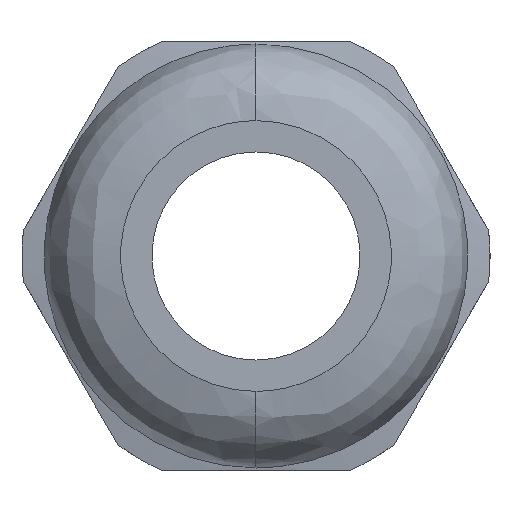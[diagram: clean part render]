
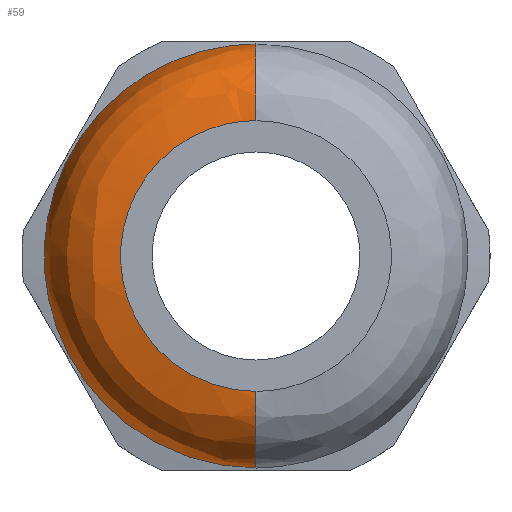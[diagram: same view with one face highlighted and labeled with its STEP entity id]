
A CAD part, left-side view. The second image highlights one B-rep face of the part: STEP entity #59.
In plain terms, the highlighted free-form (B-spline) face has degree [2, 2] with [9, 9] control points.
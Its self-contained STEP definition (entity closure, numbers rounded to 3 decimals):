
#59=ADVANCED_FACE('',(#175),#1477,.T.);
#175=FACE_OUTER_BOUND('',#285,.T.);
#285=EDGE_LOOP('',(#541,#542,#543,#544));
#541=ORIENTED_EDGE('',*,*,#934,.T.);
#542=ORIENTED_EDGE('',*,*,#936,.T.);
#543=ORIENTED_EDGE('',*,*,#935,.T.);
#544=ORIENTED_EDGE('',*,*,#933,.F.);
#933=EDGE_CURVE('',#1373,#1374,#1235,.T.);
#934=EDGE_CURVE('',#1373,#1375,#1236,.T.);
#935=EDGE_CURVE('',#1376,#1374,#1237,.T.);
#936=EDGE_CURVE('',#1375,#1376,#1238,.T.);
#1235=(
BOUNDED_CURVE()
B_SPLINE_CURVE(2,(#3364,#3365,#3366,#3367,#3368),.UNSPECIFIED.,.F.,.F.)
B_SPLINE_CURVE_WITH_KNOTS((3,2,3),(-21.756,-10.878,
0.),.UNSPECIFIED.)
CURVE()
GEOMETRIC_REPRESENTATION_ITEM()
RATIONAL_B_SPLINE_CURVE((1.,0.707,1.,0.707,1.))
REPRESENTATION_ITEM('')
);
#1236=(
BOUNDED_CURVE()
B_SPLINE_CURVE(2,(#3369,#3370,#3371),.UNSPECIFIED.,.F.,.F.)
B_SPLINE_CURVE_WITH_KNOTS((3,3),(0.,3.927),.UNSPECIFIED.)
CURVE()
GEOMETRIC_REPRESENTATION_ITEM()
RATIONAL_B_SPLINE_CURVE((1.,0.707,1.))
REPRESENTATION_ITEM('')
);
#1237=(
BOUNDED_CURVE()
B_SPLINE_CURVE(2,(#3372,#3373,#3374),.UNSPECIFIED.,.F.,.F.)
B_SPLINE_CURVE_WITH_KNOTS((3,3),(-3.927,0.),.UNSPECIFIED.)
CURVE()
GEOMETRIC_REPRESENTATION_ITEM()
RATIONAL_B_SPLINE_CURVE((1.,0.707,1.))
REPRESENTATION_ITEM('')
);
#1238=(
BOUNDED_CURVE()
B_SPLINE_CURVE(2,(#3375,#3376,#3377,#3378,#3379),.UNSPECIFIED.,.F.,.F.)
B_SPLINE_CURVE_WITH_KNOTS((3,2,3),(-13.902,-6.951,
0.),.UNSPECIFIED.)
CURVE()
GEOMETRIC_REPRESENTATION_ITEM()
RATIONAL_B_SPLINE_CURVE((1.,0.707,1.,0.707,1.))
REPRESENTATION_ITEM('')
);
#1373=VERTEX_POINT('',#3221);
#1374=VERTEX_POINT('',#3222);
#1375=VERTEX_POINT('',#3223);
#1376=VERTEX_POINT('',#3224);
#1477=(
BOUNDED_SURFACE()
B_SPLINE_SURFACE(2,2,((#2793,#2794,#2795,#2796,#2797,#2798,#2799,#2800,
#2801),(#2802,#2803,#2804,#2805,#2806,#2807,#2808,#2809,#2810),(#2811,#2812,
#2813,#2814,#2815,#2816,#2817,#2818,#2819),(#2820,#2821,#2822,#2823,#2824,
#2825,#2826,#2827,#2828),(#2829,#2830,#2831,#2832,#2833,#2834,#2835,#2836,
#2837),(#2838,#2839,#2840,#2841,#2842,#2843,#2844,#2845,#2846),(#2847,#2848,
#2849,#2850,#2851,#2852,#2853,#2854,#2855),(#2856,#2857,#2858,#2859,#2860,
#2861,#2862,#2863,#2864),(#2865,#2866,#2867,#2868,#2869,#2870,#2871,#2872,
#2873)),.UNSPECIFIED.,.T.,.F.,.F.)
B_SPLINE_SURFACE_WITH_KNOTS((3,2,2,2,3),(3,2,2,2,3),(0.,6.951,
13.902,20.852,27.803),(0.,3.927,
7.854,11.781,15.708),.UNSPECIFIED.)
GEOMETRIC_REPRESENTATION_ITEM()
RATIONAL_B_SPLINE_SURFACE(((1.,0.707,1.,0.707,1.,
0.707,1.,0.707,1.),(0.707,0.5,0.707,
0.5,0.707,0.5,0.707,0.5,0.707),(1.,
0.707,1.,0.707,1.,0.707,1.,0.707,
1.),(0.707,0.5,0.707,0.5,0.707,0.5,
0.707,0.5,0.707),(1.,0.707,1.,0.707,
1.,0.707,1.,0.707,1.),(0.707,0.5,0.707,
0.5,0.707,0.5,0.707,0.5,0.707),(1.,
0.707,1.,0.707,1.,0.707,1.,0.707,
1.),(0.707,0.5,0.707,0.5,0.707,0.5,
0.707,0.5,0.707),(1.,0.707,1.,0.707,
1.,0.707,1.,0.707,1.)))
REPRESENTATION_ITEM('')
SURFACE()
);
#2793=CARTESIAN_POINT('',(-27.5,-6.925,0.));
#2794=CARTESIAN_POINT('',(-30.,-6.925,0.));
#2795=CARTESIAN_POINT('',(-30.,-4.425,0.));
#2796=CARTESIAN_POINT('',(-30.,-1.925,0.));
#2797=CARTESIAN_POINT('',(-27.5,-1.925,0.));
#2798=CARTESIAN_POINT('',(-25.,-1.925,0.));
#2799=CARTESIAN_POINT('',(-25.,-4.425,0.));
#2800=CARTESIAN_POINT('',(-25.,-6.925,0.));
#2801=CARTESIAN_POINT('',(-27.5,-6.925,0.));
#2802=CARTESIAN_POINT('',(-27.5,-6.925,6.925));
#2803=CARTESIAN_POINT('',(-30.,-6.925,6.925));
#2804=CARTESIAN_POINT('',(-30.,-4.425,4.425));
#2805=CARTESIAN_POINT('',(-30.,-1.925,1.925));
#2806=CARTESIAN_POINT('',(-27.5,-1.925,1.925));
#2807=CARTESIAN_POINT('',(-25.,-1.925,1.925));
#2808=CARTESIAN_POINT('',(-25.,-4.425,4.425));
#2809=CARTESIAN_POINT('',(-25.,-6.925,6.925));
#2810=CARTESIAN_POINT('',(-27.5,-6.925,6.925));
#2811=CARTESIAN_POINT('',(-27.5,0.,6.925));
#2812=CARTESIAN_POINT('',(-30.,0.,6.925));
#2813=CARTESIAN_POINT('',(-30.,0.,4.425));
#2814=CARTESIAN_POINT('',(-30.,0.,1.925));
#2815=CARTESIAN_POINT('',(-27.5,0.,1.925));
#2816=CARTESIAN_POINT('',(-25.,0.,1.925));
#2817=CARTESIAN_POINT('',(-25.,0.,4.425));
#2818=CARTESIAN_POINT('',(-25.,0.,6.925));
#2819=CARTESIAN_POINT('',(-27.5,0.,6.925));
#2820=CARTESIAN_POINT('',(-27.5,6.925,6.925));
#2821=CARTESIAN_POINT('',(-30.,6.925,6.925));
#2822=CARTESIAN_POINT('',(-30.,4.425,4.425));
#2823=CARTESIAN_POINT('',(-30.,1.925,1.925));
#2824=CARTESIAN_POINT('',(-27.5,1.925,1.925));
#2825=CARTESIAN_POINT('',(-25.,1.925,1.925));
#2826=CARTESIAN_POINT('',(-25.,4.425,4.425));
#2827=CARTESIAN_POINT('',(-25.,6.925,6.925));
#2828=CARTESIAN_POINT('',(-27.5,6.925,6.925));
#2829=CARTESIAN_POINT('',(-27.5,6.925,0.));
#2830=CARTESIAN_POINT('',(-30.,6.925,0.));
#2831=CARTESIAN_POINT('',(-30.,4.425,0.));
#2832=CARTESIAN_POINT('',(-30.,1.925,0.));
#2833=CARTESIAN_POINT('',(-27.5,1.925,0.));
#2834=CARTESIAN_POINT('',(-25.,1.925,0.));
#2835=CARTESIAN_POINT('',(-25.,4.425,0.));
#2836=CARTESIAN_POINT('',(-25.,6.925,0.));
#2837=CARTESIAN_POINT('',(-27.5,6.925,0.));
#2838=CARTESIAN_POINT('',(-27.5,6.925,-6.925));
#2839=CARTESIAN_POINT('',(-30.,6.925,-6.925));
#2840=CARTESIAN_POINT('',(-30.,4.425,-4.425));
#2841=CARTESIAN_POINT('',(-30.,1.925,-1.925));
#2842=CARTESIAN_POINT('',(-27.5,1.925,-1.925));
#2843=CARTESIAN_POINT('',(-25.,1.925,-1.925));
#2844=CARTESIAN_POINT('',(-25.,4.425,-4.425));
#2845=CARTESIAN_POINT('',(-25.,6.925,-6.925));
#2846=CARTESIAN_POINT('',(-27.5,6.925,-6.925));
#2847=CARTESIAN_POINT('',(-27.5,0.,-6.925));
#2848=CARTESIAN_POINT('',(-30.,0.,-6.925));
#2849=CARTESIAN_POINT('',(-30.,0.,-4.425));
#2850=CARTESIAN_POINT('',(-30.,0.,-1.925));
#2851=CARTESIAN_POINT('',(-27.5,0.,-1.925));
#2852=CARTESIAN_POINT('',(-25.,0.,-1.925));
#2853=CARTESIAN_POINT('',(-25.,0.,-4.425));
#2854=CARTESIAN_POINT('',(-25.,0.,-6.925));
#2855=CARTESIAN_POINT('',(-27.5,0.,-6.925));
#2856=CARTESIAN_POINT('',(-27.5,-6.925,-6.925));
#2857=CARTESIAN_POINT('',(-30.,-6.925,-6.925));
#2858=CARTESIAN_POINT('',(-30.,-4.425,-4.425));
#2859=CARTESIAN_POINT('',(-30.,-1.925,-1.925));
#2860=CARTESIAN_POINT('',(-27.5,-1.925,-1.925));
#2861=CARTESIAN_POINT('',(-25.,-1.925,-1.925));
#2862=CARTESIAN_POINT('',(-25.,-4.425,-4.425));
#2863=CARTESIAN_POINT('',(-25.,-6.925,-6.925));
#2864=CARTESIAN_POINT('',(-27.5,-6.925,-6.925));
#2865=CARTESIAN_POINT('',(-27.5,-6.925,0.));
#2866=CARTESIAN_POINT('',(-30.,-6.925,0.));
#2867=CARTESIAN_POINT('',(-30.,-4.425,0.));
#2868=CARTESIAN_POINT('',(-30.,-1.925,0.));
#2869=CARTESIAN_POINT('',(-27.5,-1.925,0.));
#2870=CARTESIAN_POINT('',(-25.,-1.925,0.));
#2871=CARTESIAN_POINT('',(-25.,-4.425,0.));
#2872=CARTESIAN_POINT('',(-25.,-6.925,0.));
#2873=CARTESIAN_POINT('',(-27.5,-6.925,0.));
#3221=CARTESIAN_POINT('',(-27.5,0.,-6.925));
#3222=CARTESIAN_POINT('',(-27.5,0.,6.925));
#3223=CARTESIAN_POINT('',(-30.,0.,-4.425));
#3224=CARTESIAN_POINT('',(-30.,0.,4.425));
#3364=CARTESIAN_POINT('',(-27.5,0.,-6.925));
#3365=CARTESIAN_POINT('',(-27.5,6.925,-6.925));
#3366=CARTESIAN_POINT('',(-27.5,6.925,0.));
#3367=CARTESIAN_POINT('',(-27.5,6.925,6.925));
#3368=CARTESIAN_POINT('',(-27.5,0.,6.925));
#3369=CARTESIAN_POINT('',(-27.5,0.,-6.925));
#3370=CARTESIAN_POINT('',(-30.,0.,-6.925));
#3371=CARTESIAN_POINT('',(-30.,0.,-4.425));
#3372=CARTESIAN_POINT('',(-30.,0.,4.425));
#3373=CARTESIAN_POINT('',(-30.,0.,6.925));
#3374=CARTESIAN_POINT('',(-27.5,0.,6.925));
#3375=CARTESIAN_POINT('',(-30.,0.,-4.425));
#3376=CARTESIAN_POINT('',(-30.,4.425,-4.425));
#3377=CARTESIAN_POINT('',(-30.,4.425,0.));
#3378=CARTESIAN_POINT('',(-30.,4.425,4.425));
#3379=CARTESIAN_POINT('',(-30.,0.,4.425));
